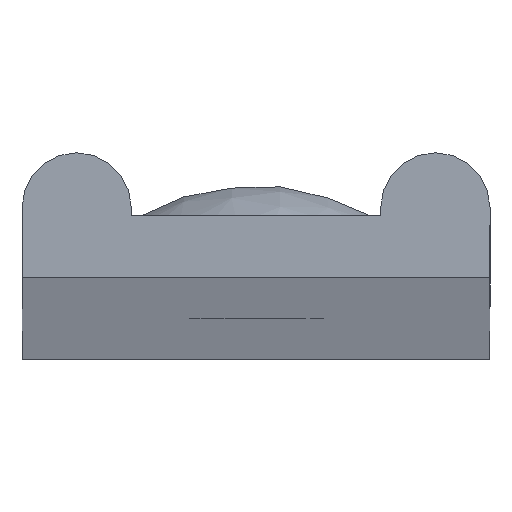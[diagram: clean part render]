
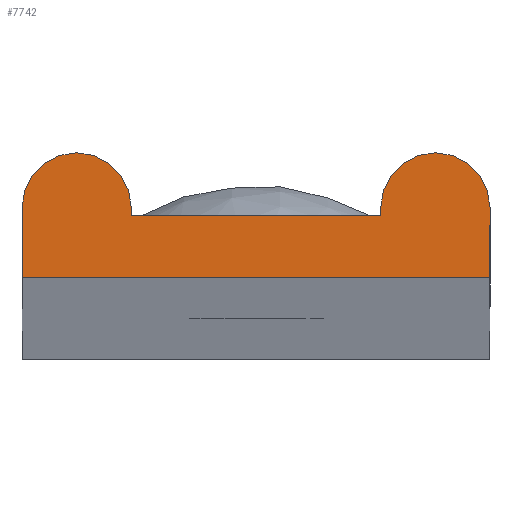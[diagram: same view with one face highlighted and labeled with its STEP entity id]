
A CAD part, top view. The second image highlights one B-rep face of the part: STEP entity #7742.
In plain terms, the highlighted planar face has unit normal (0, 0, 1).
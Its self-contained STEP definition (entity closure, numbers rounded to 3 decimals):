
#82 = CARTESIAN_POINT ( 'NONE',  ( -8., 4.5, 1500. ) ) ;
#591 = VERTEX_POINT ( 'NONE', #10776 ) ;
#648 = DIRECTION ( 'NONE',  ( 0., 0., 1. ) ) ;
#677 = CIRCLE ( 'NONE', #10010, 3.5 ) ;
#1236 = VERTEX_POINT ( 'NONE', #7540 ) ;
#1288 = VECTOR ( 'NONE', #11489, 1000. ) ;
#1331 = EDGE_CURVE ( 'NONE', #12183, #1236, #2427, .T. ) ;
#1701 = AXIS2_PLACEMENT_3D ( 'NONE', #7062, #8976, #10880 ) ;
#2427 = LINE ( 'NONE', #5753, #5500 ) ;
#2672 = EDGE_CURVE ( 'NONE', #1236, #4378, #7915, .T. ) ;
#3675 = DIRECTION ( 'NONE',  ( 0., -1., 0. ) ) ;
#3725 = EDGE_CURVE ( 'NONE', #4283, #4552, #7762, .T. ) ;
#4095 = CARTESIAN_POINT ( 'NONE',  ( 11.5, 4.5, 1500. ) ) ;
#4106 = CARTESIAN_POINT ( 'NONE',  ( 8., 4., 1500. ) ) ;
#4283 = VERTEX_POINT ( 'NONE', #7670 ) ;
#4378 = VERTEX_POINT ( 'NONE', #12113 ) ;
#4481 = CARTESIAN_POINT ( 'NONE',  ( -8., 4.5, 1500. ) ) ;
#4550 = CARTESIAN_POINT ( 'NONE',  ( 8., 4.5, 1500. ) ) ;
#4552 = VERTEX_POINT ( 'NONE', #82 ) ;
#4646 = LINE ( 'NONE', #4106, #6042 ) ;
#4820 = DIRECTION ( 'NONE',  ( 1., 0., 0. ) ) ;
#4885 = ORIENTED_EDGE ( 'NONE', *, *, #2672, .T. ) ;
#4943 = EDGE_CURVE ( 'NONE', #11082, #4283, #4646, .T. ) ;
#4955 = CARTESIAN_POINT ( 'NONE',  ( 15., 0., 1500. ) ) ;
#5001 = CARTESIAN_POINT ( 'NONE',  ( 8., 4., 1500. ) ) ;
#5278 = CIRCLE ( 'NONE', #1701, 3.5 ) ;
#5402 = VERTEX_POINT ( 'NONE', #9009 ) ;
#5500 = VECTOR ( 'NONE', #3675, 1000. ) ;
#5535 = EDGE_CURVE ( 'NONE', #4552, #12183, #5278, .T. ) ;
#5588 = FACE_OUTER_BOUND ( 'NONE', #12124, .T. ) ;
#5753 = CARTESIAN_POINT ( 'NONE',  ( -15., 0., 1500. ) ) ;
#5952 = DIRECTION ( 'NONE',  ( 0., 1., 0. ) ) ;
#6042 = VECTOR ( 'NONE', #8032, 1000. ) ;
#6147 = EDGE_CURVE ( 'NONE', #4378, #5402, #6333, .T. ) ;
#6333 = LINE ( 'NONE', #4955, #12671 ) ;
#6553 = PLANE ( 'NONE',  #8797 ) ;
#6696 = VECTOR ( 'NONE', #10506, 1000. ) ;
#6902 = ORIENTED_EDGE ( 'NONE', *, *, #3725, .T. ) ;
#7062 = CARTESIAN_POINT ( 'NONE',  ( -11.5, 4.5, 1500. ) ) ;
#7114 = ORIENTED_EDGE ( 'NONE', *, *, #6147, .T. ) ;
#7540 = CARTESIAN_POINT ( 'NONE',  ( -15., 0., 1500. ) ) ;
#7670 = CARTESIAN_POINT ( 'NONE',  ( -8., 4., 1500. ) ) ;
#7742 = ADVANCED_FACE ( 'NONE', ( #5588 ), #6553, .T. ) ;
#7762 = LINE ( 'NONE', #4481, #1288 ) ;
#7915 = LINE ( 'NONE', #9751, #8545 ) ;
#8032 = DIRECTION ( 'NONE',  ( -1., 0., 0. ) ) ;
#8545 = VECTOR ( 'NONE', #4820, 1000. ) ;
#8685 = CARTESIAN_POINT ( 'NONE',  ( -11.5, 4.5, 1500. ) ) ;
#8789 = CARTESIAN_POINT ( 'NONE',  ( -15., 4.5, 1500. ) ) ;
#8797 = AXIS2_PLACEMENT_3D ( 'NONE', #8685, #648, #9527 ) ;
#8891 = DIRECTION ( 'NONE',  ( -1., 0., 0. ) ) ;
#8976 = DIRECTION ( 'NONE',  ( 0., 0., 1. ) ) ;
#9009 = CARTESIAN_POINT ( 'NONE',  ( 15., 4.5, 1500. ) ) ;
#9053 = ORIENTED_EDGE ( 'NONE', *, *, #4943, .T. ) ;
#9067 = DIRECTION ( 'NONE',  ( 0., 0., 1. ) ) ;
#9322 = LINE ( 'NONE', #4550, #6696 ) ;
#9527 = DIRECTION ( 'NONE',  ( 1., 0., 0. ) ) ;
#9631 = ORIENTED_EDGE ( 'NONE', *, *, #10321, .T. ) ;
#9645 = ORIENTED_EDGE ( 'NONE', *, *, #5535, .T. ) ;
#9751 = CARTESIAN_POINT ( 'NONE',  ( -15., 0., 1500. ) ) ;
#10010 = AXIS2_PLACEMENT_3D ( 'NONE', #4095, #9067, #8891 ) ;
#10321 = EDGE_CURVE ( 'NONE', #591, #11082, #9322, .T. ) ;
#10506 = DIRECTION ( 'NONE',  ( 0., -1., 0. ) ) ;
#10539 = EDGE_CURVE ( 'NONE', #5402, #591, #677, .T. ) ;
#10776 = CARTESIAN_POINT ( 'NONE',  ( 8., 4.5, 1500. ) ) ;
#10880 = DIRECTION ( 'NONE',  ( 1., 0., 0. ) ) ;
#11082 = VERTEX_POINT ( 'NONE', #5001 ) ;
#11489 = DIRECTION ( 'NONE',  ( 0., 1., 0. ) ) ;
#11974 = ORIENTED_EDGE ( 'NONE', *, *, #10539, .T. ) ;
#12113 = CARTESIAN_POINT ( 'NONE',  ( 15., 0., 1500. ) ) ;
#12124 = EDGE_LOOP ( 'NONE', ( #9053, #6902, #9645, #12505, #4885, #7114, #11974, #9631 ) ) ;
#12183 = VERTEX_POINT ( 'NONE', #8789 ) ;
#12505 = ORIENTED_EDGE ( 'NONE', *, *, #1331, .T. ) ;
#12671 = VECTOR ( 'NONE', #5952, 1000. ) ;
